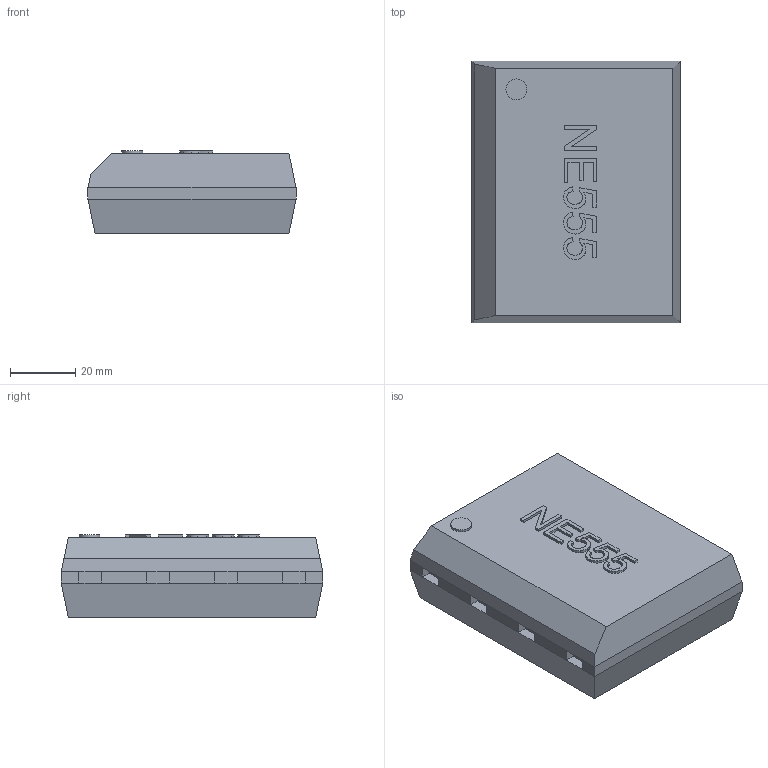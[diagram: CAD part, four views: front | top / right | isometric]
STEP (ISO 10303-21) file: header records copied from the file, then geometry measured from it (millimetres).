
FILE_DESCRIPTION(('FreeCAD Model'),'2;1');
FILE_NAME('Open CASCADE Shape Model','2025-04-15T19:29:16',(''),(''), 'Open CASCADE STEP processor 7.8','FreeCAD','Unknown');
FILE_SCHEMA(('AUTOMOTIVE_DESIGN { 1 0 10303 214 1 1 1 1 }'));
Length unit declared in the file: millimetre
Products named in the file (3): CAD; Körper; Text
Assembly tree (2 placements, depth 2):
  CAD
    Körper
    Text
Bounding box: 63.57 x 79.87 x 25.2 mm (x, y, z)
Volume: 114563.3 mm3; surface area: 17215.8 mm2
Topology: 6 solids, 6 shells, 171 faces, 422 edges, 268 vertices
Faces by surface type: plane 121, extrusion 45, cylinder 5
Full cylindrical faces by diameter (mm): 6.36 x1, 12.5 x4
Entity records: 5102 total; most frequent: CARTESIAN_POINT 1134, ORIENTED_EDGE 844, DIRECTION 645, EDGE_CURVE 422, VECTOR 367, LINE 322, VERTEX_POINT 268, FACE_BOUND 176
